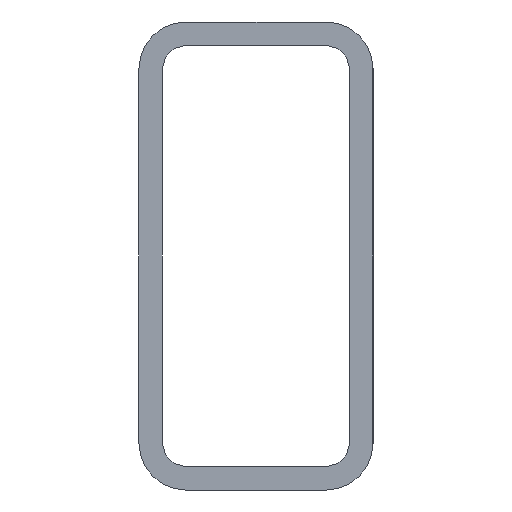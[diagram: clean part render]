
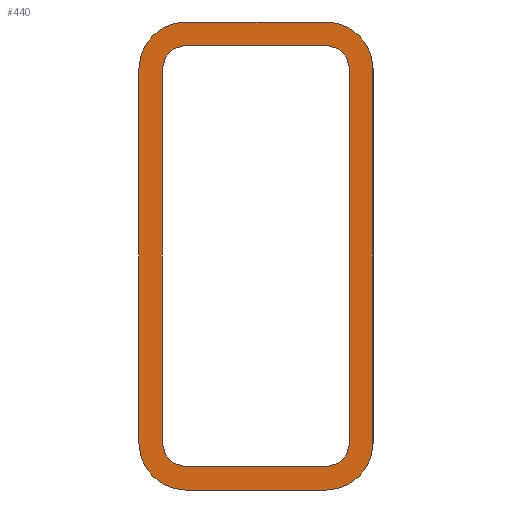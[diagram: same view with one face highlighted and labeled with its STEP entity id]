
A CAD part, left-side view. The second image highlights one B-rep face of the part: STEP entity #440.
In plain terms, the highlighted planar face has unit normal (-1, 0, 0).
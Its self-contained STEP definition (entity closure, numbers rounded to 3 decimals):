
#5 = VERTEX_POINT ( 'NONE', #376 ) ;
#15 = ORIENTED_EDGE ( 'NONE', *, *, #433, .T. ) ;
#24 = ORIENTED_EDGE ( 'NONE', *, *, #474, .F. ) ;
#46 = DIRECTION ( 'NONE',  ( 1., 0., 0. ) ) ;
#55 = AXIS2_PLACEMENT_3D ( 'NONE', #127, #780, #975 ) ;
#65 = VERTEX_POINT ( 'NONE', #536 ) ;
#67 = CARTESIAN_POINT ( 'NONE',  ( 0., 30., -6. ) ) ;
#71 = VECTOR ( 'NONE', #397, 1000. ) ;
#81 = DIRECTION ( 'NONE',  ( 0., 0., 1. ) ) ;
#83 = EDGE_CURVE ( 'NONE', #265, #192, #1201, .T. ) ;
#85 = CARTESIAN_POINT ( 'NONE',  ( 0., 6., -60. ) ) ;
#99 = ORIENTED_EDGE ( 'NONE', *, *, #488, .F. ) ;
#104 = VERTEX_POINT ( 'NONE', #711 ) ;
#105 = DIRECTION ( 'NONE',  ( 0., 0., 1. ) ) ;
#108 = CARTESIAN_POINT ( 'NONE',  ( 0., 6., -6. ) ) ;
#110 = CIRCLE ( 'NONE', #258, 3. ) ;
#113 = EDGE_CURVE ( 'NONE', #242, #208, #623, .T. ) ;
#115 = DIRECTION ( 'NONE',  ( 1., 0., 0. ) ) ;
#123 = EDGE_CURVE ( 'NONE', #811, #787, #648, .T. ) ;
#127 = CARTESIAN_POINT ( 'NONE',  ( 0., 6., -6. ) ) ;
#134 = VERTEX_POINT ( 'NONE', #166 ) ;
#135 = DIRECTION ( 'NONE',  ( 0., -1., 0. ) ) ;
#140 = ORIENTED_EDGE ( 'NONE', *, *, #925, .T. ) ;
#160 = DIRECTION ( 'NONE',  ( 0., 0., 1. ) ) ;
#166 = CARTESIAN_POINT ( 'NONE',  ( 0., 30., -6. ) ) ;
#192 = VERTEX_POINT ( 'NONE', #85 ) ;
#207 = PLANE ( 'NONE',  #594 ) ;
#208 = VERTEX_POINT ( 'NONE', #276 ) ;
#225 = DIRECTION ( 'NONE',  ( 0., 0., -1. ) ) ;
#241 = DIRECTION ( 'NONE',  ( 1., 0., 0. ) ) ;
#242 = VERTEX_POINT ( 'NONE', #1026 ) ;
#243 = DIRECTION ( 'NONE',  ( 0., 0., 1. ) ) ;
#254 = AXIS2_PLACEMENT_3D ( 'NONE', #507, #1183, #322 ) ;
#258 = AXIS2_PLACEMENT_3D ( 'NONE', #870, #876, #962 ) ;
#265 = VERTEX_POINT ( 'NONE', #631 ) ;
#268 = ORIENTED_EDGE ( 'NONE', *, *, #769, .T. ) ;
#275 = VECTOR ( 'NONE', #135, 1000. ) ;
#276 = CARTESIAN_POINT ( 'NONE',  ( 0., 6., 0. ) ) ;
#287 = CARTESIAN_POINT ( 'NONE',  ( 0., 6., -57. ) ) ;
#299 = EDGE_LOOP ( 'NONE', ( #15, #747, #845, #268, #460, #672, #966, #140 ) ) ;
#302 = EDGE_CURVE ( 'NONE', #309, #65, #492, .T. ) ;
#309 = VERTEX_POINT ( 'NONE', #1204 ) ;
#311 = LINE ( 'NONE', #801, #850 ) ;
#316 = CARTESIAN_POINT ( 'NONE',  ( 0., 3., -54. ) ) ;
#320 = ORIENTED_EDGE ( 'NONE', *, *, #547, .F. ) ;
#322 = DIRECTION ( 'NONE',  ( 0., 0., -1. ) ) ;
#330 = CARTESIAN_POINT ( 'NONE',  ( 0., 24., -6. ) ) ;
#332 = EDGE_LOOP ( 'NONE', ( #898, #698, #860, #99, #911, #24, #971, #320 ) ) ;
#357 = AXIS2_PLACEMENT_3D ( 'NONE', #330, #241, #160 ) ;
#376 = CARTESIAN_POINT ( 'NONE',  ( 0., 6., -3. ) ) ;
#397 = DIRECTION ( 'NONE',  ( 0., 1., 0. ) ) ;
#430 = DIRECTION ( 'NONE',  ( 0., 0., 1. ) ) ;
#433 = EDGE_CURVE ( 'NONE', #1188, #5, #593, .T. ) ;
#440 = ADVANCED_FACE ( 'NONE', ( #752, #479 ), #207, .T. ) ;
#460 = ORIENTED_EDGE ( 'NONE', *, *, #989, .T. ) ;
#463 = CARTESIAN_POINT ( 'NONE',  ( 0., 24., -54. ) ) ;
#472 = DIRECTION ( 'NONE',  ( -1., 0., 0. ) ) ;
#474 = EDGE_CURVE ( 'NONE', #192, #811, #311, .T. ) ;
#479 = FACE_BOUND ( 'NONE', #299, .T. ) ;
#486 = VERTEX_POINT ( 'NONE', #621 ) ;
#488 = EDGE_CURVE ( 'NONE', #787, #134, #716, .T. ) ;
#492 = CIRCLE ( 'NONE', #670, 3. ) ;
#500 = VERTEX_POINT ( 'NONE', #993 ) ;
#507 = CARTESIAN_POINT ( 'NONE',  ( 0., 6., -54. ) ) ;
#523 = DIRECTION ( 'NONE',  ( 1., 0., 0. ) ) ;
#536 = CARTESIAN_POINT ( 'NONE',  ( 0., 27., -54. ) ) ;
#537 = EDGE_CURVE ( 'NONE', #134, #242, #1148, .T. ) ;
#547 = EDGE_CURVE ( 'NONE', #722, #265, #669, .T. ) ;
#563 = CARTESIAN_POINT ( 'NONE',  ( 0., 6., -6. ) ) ;
#588 = AXIS2_PLACEMENT_3D ( 'NONE', #880, #46, #789 ) ;
#593 = LINE ( 'NONE', #972, #275 ) ;
#594 = AXIS2_PLACEMENT_3D ( 'NONE', #108, #472, #1134 ) ;
#596 = LINE ( 'NONE', #1073, #732 ) ;
#621 = CARTESIAN_POINT ( 'NONE',  ( 0., 27., -6. ) ) ;
#623 = LINE ( 'NONE', #1179, #774 ) ;
#631 = CARTESIAN_POINT ( 'NONE',  ( 0., 0., -54. ) ) ;
#634 = LINE ( 'NONE', #1013, #908 ) ;
#648 = CIRCLE ( 'NONE', #927, 6. ) ;
#669 = LINE ( 'NONE', #1047, #913 ) ;
#670 = AXIS2_PLACEMENT_3D ( 'NONE', #463, #831, #81 ) ;
#672 = ORIENTED_EDGE ( 'NONE', *, *, #302, .T. ) ;
#680 = VERTEX_POINT ( 'NONE', #316 ) ;
#685 = CARTESIAN_POINT ( 'NONE',  ( 0., 0., -6. ) ) ;
#698 = ORIENTED_EDGE ( 'NONE', *, *, #113, .F. ) ;
#711 = CARTESIAN_POINT ( 'NONE',  ( 0., 3., -6. ) ) ;
#716 = LINE ( 'NONE', #67, #1104 ) ;
#722 = VERTEX_POINT ( 'NONE', #685 ) ;
#732 = VECTOR ( 'NONE', #225, 1000. ) ;
#747 = ORIENTED_EDGE ( 'NONE', *, *, #1172, .T. ) ;
#752 = FACE_OUTER_BOUND ( 'NONE', #332, .T. ) ;
#757 = EDGE_CURVE ( 'NONE', #104, #680, #596, .T. ) ;
#769 = EDGE_CURVE ( 'NONE', #680, #500, #110, .T. ) ;
#773 = CARTESIAN_POINT ( 'NONE',  ( 0., 24., -3. ) ) ;
#774 = VECTOR ( 'NONE', #912, 1000. ) ;
#780 = DIRECTION ( 'NONE',  ( 1., 0., 0. ) ) ;
#786 = EDGE_CURVE ( 'NONE', #208, #722, #951, .T. ) ;
#787 = VERTEX_POINT ( 'NONE', #1153 ) ;
#789 = DIRECTION ( 'NONE',  ( 0., 0., 1. ) ) ;
#801 = CARTESIAN_POINT ( 'NONE',  ( 0., 6., -60. ) ) ;
#807 = DIRECTION ( 'NONE',  ( 0., 1., 0. ) ) ;
#811 = VERTEX_POINT ( 'NONE', #1065 ) ;
#812 = DIRECTION ( 'NONE',  ( 0., 0., 1. ) ) ;
#831 = DIRECTION ( 'NONE',  ( 1., 0., 0. ) ) ;
#845 = ORIENTED_EDGE ( 'NONE', *, *, #757, .T. ) ;
#850 = VECTOR ( 'NONE', #807, 1000. ) ;
#860 = ORIENTED_EDGE ( 'NONE', *, *, #537, .F. ) ;
#869 = LINE ( 'NONE', #287, #71 ) ;
#870 = CARTESIAN_POINT ( 'NONE',  ( 0., 6., -54. ) ) ;
#876 = DIRECTION ( 'NONE',  ( 1., 0., 0. ) ) ;
#880 = CARTESIAN_POINT ( 'NONE',  ( 0., 24., -6. ) ) ;
#898 = ORIENTED_EDGE ( 'NONE', *, *, #786, .F. ) ;
#908 = VECTOR ( 'NONE', #812, 1000. ) ;
#911 = ORIENTED_EDGE ( 'NONE', *, *, #123, .F. ) ;
#912 = DIRECTION ( 'NONE',  ( 0., -1., 0. ) ) ;
#913 = VECTOR ( 'NONE', #1019, 1000. ) ;
#925 = EDGE_CURVE ( 'NONE', #486, #1188, #1161, .T. ) ;
#927 = AXIS2_PLACEMENT_3D ( 'NONE', #1006, #523, #243 ) ;
#951 = CIRCLE ( 'NONE', #55, 6. ) ;
#962 = DIRECTION ( 'NONE',  ( 0., 0., -1. ) ) ;
#966 = ORIENTED_EDGE ( 'NONE', *, *, #1078, .T. ) ;
#971 = ORIENTED_EDGE ( 'NONE', *, *, #83, .F. ) ;
#972 = CARTESIAN_POINT ( 'NONE',  ( 0., 6., -3. ) ) ;
#975 = DIRECTION ( 'NONE',  ( 0., 0., 1. ) ) ;
#989 = EDGE_CURVE ( 'NONE', #500, #309, #869, .T. ) ;
#993 = CARTESIAN_POINT ( 'NONE',  ( 0., 6., -57. ) ) ;
#1006 = CARTESIAN_POINT ( 'NONE',  ( 0., 24., -54. ) ) ;
#1013 = CARTESIAN_POINT ( 'NONE',  ( 0., 27., -6. ) ) ;
#1019 = DIRECTION ( 'NONE',  ( 0., 0., -1. ) ) ;
#1026 = CARTESIAN_POINT ( 'NONE',  ( 0., 24., 0. ) ) ;
#1047 = CARTESIAN_POINT ( 'NONE',  ( 0., 0., -6. ) ) ;
#1065 = CARTESIAN_POINT ( 'NONE',  ( 0., 24., -60. ) ) ;
#1073 = CARTESIAN_POINT ( 'NONE',  ( 0., 3., -6. ) ) ;
#1078 = EDGE_CURVE ( 'NONE', #65, #486, #634, .T. ) ;
#1104 = VECTOR ( 'NONE', #430, 1000. ) ;
#1134 = DIRECTION ( 'NONE',  ( 0., 0., 1. ) ) ;
#1148 = CIRCLE ( 'NONE', #357, 6. ) ;
#1153 = CARTESIAN_POINT ( 'NONE',  ( 0., 30., -54. ) ) ;
#1159 = AXIS2_PLACEMENT_3D ( 'NONE', #563, #115, #105 ) ;
#1161 = CIRCLE ( 'NONE', #588, 3. ) ;
#1165 = CIRCLE ( 'NONE', #1159, 3. ) ;
#1172 = EDGE_CURVE ( 'NONE', #5, #104, #1165, .T. ) ;
#1179 = CARTESIAN_POINT ( 'NONE',  ( 0., 6., 0. ) ) ;
#1183 = DIRECTION ( 'NONE',  ( 1., 0., 0. ) ) ;
#1188 = VERTEX_POINT ( 'NONE', #773 ) ;
#1201 = CIRCLE ( 'NONE', #254, 6. ) ;
#1204 = CARTESIAN_POINT ( 'NONE',  ( 0., 24., -57. ) ) ;
